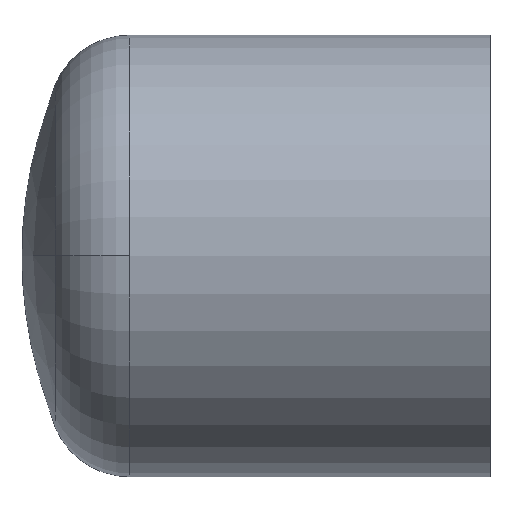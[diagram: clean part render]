
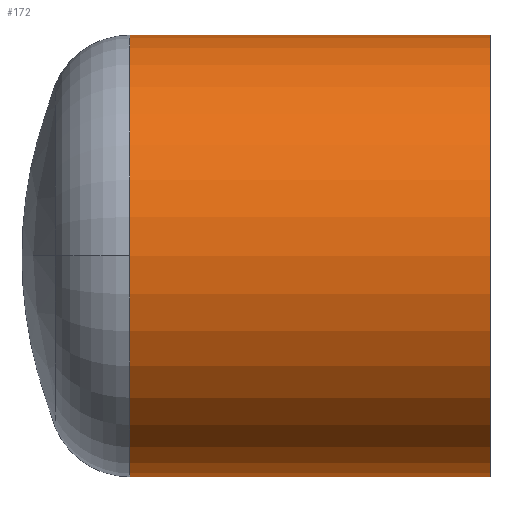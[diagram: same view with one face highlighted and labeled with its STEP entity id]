
A CAD part, top view. The second image highlights one B-rep face of the part: STEP entity #172.
In plain terms, the highlighted cylindrical face has radius 80 mm (diameter 160 mm), a partial arc.
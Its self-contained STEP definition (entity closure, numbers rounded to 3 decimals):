
#96 = EDGE_CURVE( '', #154, #130, #232, .T. );
#124 = EDGE_CURVE( '', #184, #152, #262, .T. );
#130 = VERTEX_POINT( '', #269 );
#136 = EDGE_CURVE( '', #152, #130, #275, .T. );
#152 = VERTEX_POINT( '', #294 );
#154 = VERTEX_POINT( '', #296 );
#168 = VERTEX_POINT( '', #312 );
#170 = EDGE_CURVE( '', #184, #168, #314, .T. );
#172 = ADVANCED_FACE( '', ( #316 ), #317, .T. );
#176 = EDGE_CURVE( '', #168, #154, #321, .T. );
#184 = VERTEX_POINT( '', #329 );
#232 = LINE( '', #377, #378 );
#262 = CIRCLE( '', #417, 80. );
#269 = CARTESIAN_POINT( '', ( -130.532, 80., 0. ) );
#275 = CIRCLE( '', #432, 80. );
#294 = CARTESIAN_POINT( '', ( -130.532, 0., 80. ) );
#296 = CARTESIAN_POINT( '', ( 0., 80., 0. ) );
#312 = CARTESIAN_POINT( '', ( 0., -80., 0. ) );
#314 = LINE( '', #475, #476 );
#316 = FACE_OUTER_BOUND( '', #478, .T. );
#317 = CYLINDRICAL_SURFACE( '', #479, 80. );
#321 = CIRCLE( '', #485, 80. );
#329 = CARTESIAN_POINT( '', ( -130.532, -80., 0. ) );
#377 = CARTESIAN_POINT( '', ( -65.266, 80., 0. ) );
#378 = VECTOR( '', #537, 1. );
#417 = AXIS2_PLACEMENT_3D( '', #575, #576, #577 );
#432 = AXIS2_PLACEMENT_3D( '', #587, #588, #589 );
#475 = CARTESIAN_POINT( '', ( -65.266, -80., 0. ) );
#476 = VECTOR( '', #646, 1. );
#478 = EDGE_LOOP( '', ( #648, #649, #650, #651, #652 ) );
#479 = AXIS2_PLACEMENT_3D( '', #653, #654, #655 );
#485 = AXIS2_PLACEMENT_3D( '', #659, #660, #661 );
#537 = DIRECTION( '', ( -1., 0., 0. ) );
#575 = CARTESIAN_POINT( '', ( -130.532, 0., 0. ) );
#576 = DIRECTION( '', ( -1., 0., 0. ) );
#577 = DIRECTION( '', ( 0., 1., 0. ) );
#587 = CARTESIAN_POINT( '', ( -130.532, 0., 0. ) );
#588 = DIRECTION( '', ( -1., 0., 0. ) );
#589 = DIRECTION( '', ( 0., 1., 0. ) );
#646 = DIRECTION( '', ( 1., 0., 0. ) );
#648 = ORIENTED_EDGE( '', *, *, #96, .T. );
#649 = ORIENTED_EDGE( '', *, *, #136, .F. );
#650 = ORIENTED_EDGE( '', *, *, #124, .F. );
#651 = ORIENTED_EDGE( '', *, *, #170, .T. );
#652 = ORIENTED_EDGE( '', *, *, #176, .T. );
#653 = CARTESIAN_POINT( '', ( -65.266, 0., 0. ) );
#654 = DIRECTION( '', ( 1., 0., 0. ) );
#655 = DIRECTION( '', ( 0., 1., 0. ) );
#659 = CARTESIAN_POINT( '', ( 0., 0., 0. ) );
#660 = DIRECTION( '', ( -1., 0., 0. ) );
#661 = DIRECTION( '', ( 0., 1., 0. ) );
